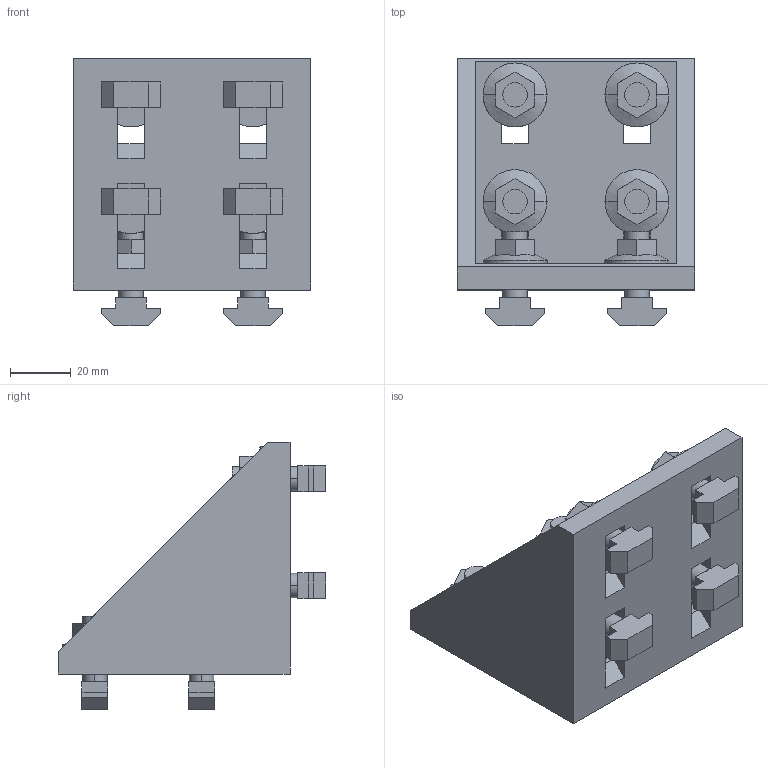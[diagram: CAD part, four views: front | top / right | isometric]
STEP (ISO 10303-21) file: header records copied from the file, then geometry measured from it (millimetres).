
FILE_DESCRIPTION(('STEP AP214'),'1');
FILE_NAME('cctmp_786F3153-B64A-4CBC-B625-469076E487D3_2023_06_26_09_25_06_0413_9292..stp','2023-06-26T07:25:06',('Bosch Rexroth AG'),('CADClick - www.CADClick.com'),'Spatial InterOp 3D',' ','unknown authorization - (Healing Option Enabled)');
FILE_SCHEMA(('AUTOMOTIVE_DESIGN'));
Length unit declared in the file: millimetre
Products named in the file (1): 2023_06_26_09_25_06_0382
Bounding box: 78 x 87.7 x 87.7 mm (x, y, z)
Volume: 134879.9 mm3; surface area: 47838.2 mm2
Topology: 1 solids, 1 shells, 287 faces, 752 edges, 488 vertices
Faces by surface type: plane 223, cylinder 48, cone 16
Entity records: 10990 total; most frequent: CARTESIAN_POINT 1656, ORIENTED_EDGE 1504, DIRECTION 1380, EDGE_CURVE 752, LINE 572, VECTOR 572, VERTEX_POINT 488, AXIS2_PLACEMENT_3D 404
